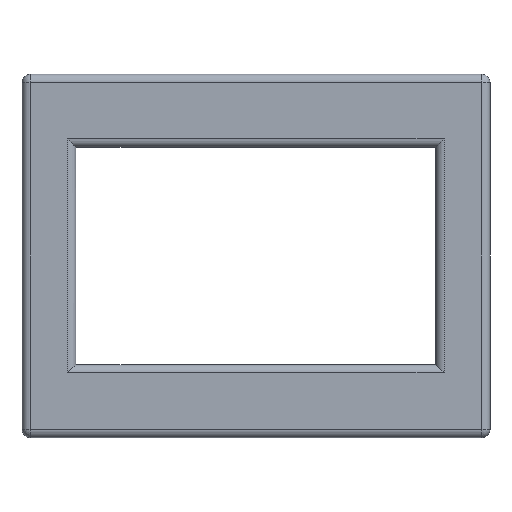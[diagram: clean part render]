
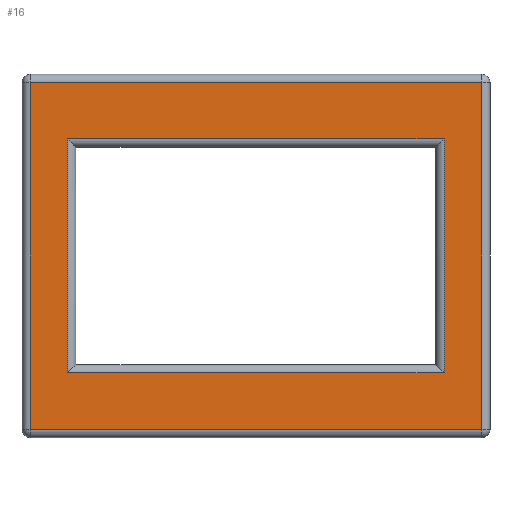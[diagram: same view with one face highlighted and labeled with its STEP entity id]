
A CAD part, front view. The second image highlights one B-rep face of the part: STEP entity #16.
In plain terms, the highlighted planar face has unit normal (0, -1, 0).
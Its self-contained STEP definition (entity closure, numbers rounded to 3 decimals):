
#16 = ADVANCED_FACE ( 'NONE', ( #400, #325 ), #599, .F. ) ;
#45 = EDGE_CURVE ( 'NONE', #47, #981, #467, .T. ) ;
#47 = VERTEX_POINT ( 'NONE', #705 ) ;
#50 = EDGE_CURVE ( 'NONE', #981, #281, #787, .T. ) ;
#60 = DIRECTION ( 'NONE',  ( 0., 1., 0. ) ) ;
#63 = EDGE_CURVE ( 'NONE', #707, #436, #689, .T. ) ;
#66 = CARTESIAN_POINT ( 'NONE',  ( 50.782, 0., 43.762 ) ) ;
#71 = CARTESIAN_POINT ( 'NONE',  ( 0., 0., 0. ) ) ;
#77 = EDGE_LOOP ( 'NONE', ( #1022, #682, #1163, #794 ) ) ;
#83 = DIRECTION ( 'NONE',  ( -1., 0., 0. ) ) ;
#96 = CARTESIAN_POINT ( 'NONE',  ( 50.782, 0., 0. ) ) ;
#112 = VERTEX_POINT ( 'NONE', #66 ) ;
#131 = DIRECTION ( 'NONE',  ( 0., 0., -1. ) ) ;
#142 = DIRECTION ( 'NONE',  ( 0., 0., 1. ) ) ;
#149 = VECTOR ( 'NONE', #443, 1000. ) ;
#269 = EDGE_CURVE ( 'NONE', #436, #625, #864, .T. ) ;
#281 = VERTEX_POINT ( 'NONE', #1096 ) ;
#313 = CARTESIAN_POINT ( 'NONE',  ( 59.782, 0., 0. ) ) ;
#325 = FACE_BOUND ( 'NONE', #1048, .T. ) ;
#346 = LINE ( 'NONE', #1153, #149 ) ;
#361 = EDGE_CURVE ( 'NONE', #112, #707, #736, .T. ) ;
#400 = FACE_OUTER_BOUND ( 'NONE', #77, .T. ) ;
#436 = VERTEX_POINT ( 'NONE', #471 ) ;
#443 = DIRECTION ( 'NONE',  ( 1., 0., 0. ) ) ;
#467 = LINE ( 'NONE', #313, #799 ) ;
#471 = CARTESIAN_POINT ( 'NONE',  ( -39.318, 0., -12.238 ) ) ;
#489 = VECTOR ( 'NONE', #83, 1000. ) ;
#561 = EDGE_CURVE ( 'NONE', #625, #112, #1130, .T. ) ;
#599 = PLANE ( 'NONE',  #1088 ) ;
#614 = LINE ( 'NONE', #973, #913 ) ;
#625 = VERTEX_POINT ( 'NONE', #822 ) ;
#627 = EDGE_CURVE ( 'NONE', #281, #1075, #614, .T. ) ;
#654 = CARTESIAN_POINT ( 'NONE',  ( 0., 0., 43.762 ) ) ;
#677 = DIRECTION ( 'NONE',  ( 1., 0., 0. ) ) ;
#681 = CARTESIAN_POINT ( 'NONE',  ( -48.218, 0., -25.738 ) ) ;
#682 = ORIENTED_EDGE ( 'NONE', *, *, #708, .T. ) ;
#683 = ORIENTED_EDGE ( 'NONE', *, *, #63, .T. ) ;
#689 = LINE ( 'NONE', #801, #489 ) ;
#705 = CARTESIAN_POINT ( 'NONE',  ( 59.782, 0., -25.738 ) ) ;
#707 = VERTEX_POINT ( 'NONE', #1011 ) ;
#708 = EDGE_CURVE ( 'NONE', #1075, #47, #346, .T. ) ;
#709 = VECTOR ( 'NONE', #131, 1000. ) ;
#736 = LINE ( 'NONE', #96, #709 ) ;
#787 = LINE ( 'NONE', #1069, #830 ) ;
#794 = ORIENTED_EDGE ( 'NONE', *, *, #50, .T. ) ;
#799 = VECTOR ( 'NONE', #971, 1000. ) ;
#801 = CARTESIAN_POINT ( 'NONE',  ( 0., 0., -12.238 ) ) ;
#822 = CARTESIAN_POINT ( 'NONE',  ( -39.318, 0., 43.762 ) ) ;
#830 = VECTOR ( 'NONE', #872, 1000. ) ;
#864 = LINE ( 'NONE', #1017, #1034 ) ;
#872 = DIRECTION ( 'NONE',  ( -1., 0., 0. ) ) ;
#913 = VECTOR ( 'NONE', #983, 1000. ) ;
#954 = VECTOR ( 'NONE', #677, 1000. ) ;
#964 = CARTESIAN_POINT ( 'NONE',  ( 59.782, 0., 57.262 ) ) ;
#971 = DIRECTION ( 'NONE',  ( 0., 0., 1. ) ) ;
#973 = CARTESIAN_POINT ( 'NONE',  ( -48.218, 0., 0. ) ) ;
#981 = VERTEX_POINT ( 'NONE', #964 ) ;
#983 = DIRECTION ( 'NONE',  ( 0., 0., -1. ) ) ;
#1011 = CARTESIAN_POINT ( 'NONE',  ( 50.782, 0., -12.238 ) ) ;
#1017 = CARTESIAN_POINT ( 'NONE',  ( -39.318, 0., 0. ) ) ;
#1021 = ORIENTED_EDGE ( 'NONE', *, *, #361, .T. ) ;
#1022 = ORIENTED_EDGE ( 'NONE', *, *, #627, .T. ) ;
#1026 = DIRECTION ( 'NONE',  ( 0., 0., 1. ) ) ;
#1034 = VECTOR ( 'NONE', #1026, 1000. ) ;
#1048 = EDGE_LOOP ( 'NONE', ( #1133, #1021, #683, #1144 ) ) ;
#1069 = CARTESIAN_POINT ( 'NONE',  ( -50.218, 0., 57.262 ) ) ;
#1075 = VERTEX_POINT ( 'NONE', #681 ) ;
#1088 = AXIS2_PLACEMENT_3D ( 'NONE', #71, #60, #142 ) ;
#1096 = CARTESIAN_POINT ( 'NONE',  ( -48.218, 0., 57.262 ) ) ;
#1130 = LINE ( 'NONE', #654, #954 ) ;
#1133 = ORIENTED_EDGE ( 'NONE', *, *, #561, .T. ) ;
#1144 = ORIENTED_EDGE ( 'NONE', *, *, #269, .T. ) ;
#1153 = CARTESIAN_POINT ( 'NONE',  ( 61.782, 0., -25.738 ) ) ;
#1163 = ORIENTED_EDGE ( 'NONE', *, *, #45, .T. ) ;
